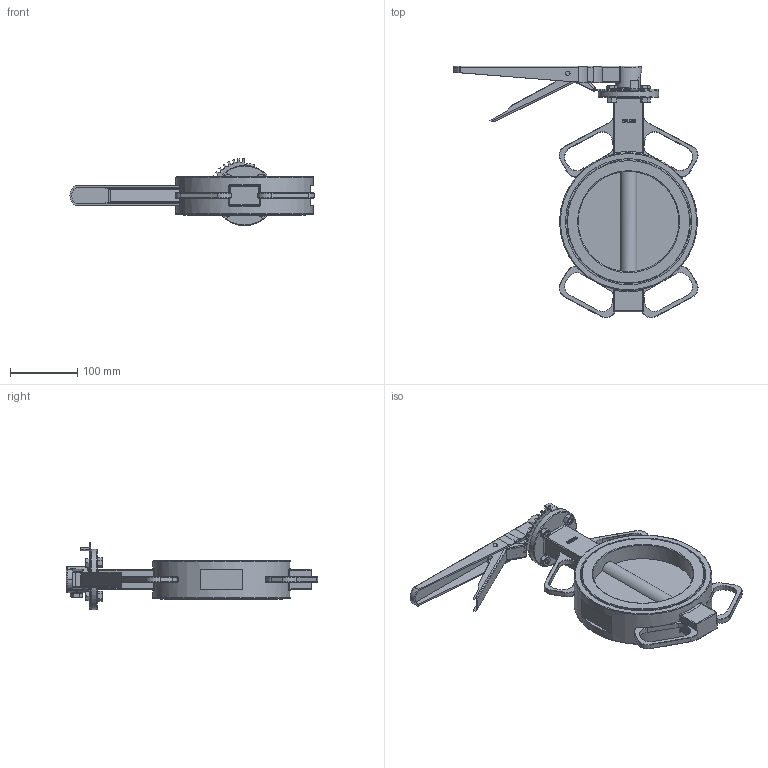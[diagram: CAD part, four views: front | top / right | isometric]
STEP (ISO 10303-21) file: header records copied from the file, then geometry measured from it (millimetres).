
FILE_DESCRIPTION(/* description */ (''),/* implementation_level */ '2;1');
FILE_NAME(/* name */ 'DN150_3D_STEP.stp',/* time_stamp */ '2025-03-21T01:44:50+03:00',/* author */ ('igorr'),/* organization */ (''),/* preprocessor_version */ 'ST-DEVELOPER v20',/* originating_system */ 'Autodesk Inventor 2025',/* authorisation */ '');
FILE_SCHEMA (('AUTOMOTIVE_DESIGN { 1 0 10303 214 3 1 1 }'));
Length unit declared in the file: millimetre
Products named in the file (9): Сборка1; Деталь1; Сборка1_1; Деталь3; Деталь4; Деталь5; AS 1110 - M10 x 16; AS 1110 - M8 x 12; ANSI B18.2.4.2M - M8x1,25
Assembly tree (14 placements, depth 3):
  Сборка1
    Деталь1
    Сборка1_1
      Деталь3
      Деталь4
      Деталь5
      AS 1110 - M10 x 16
    AS 1110 - M8 x 12  x4
    ANSI B18.2.4.2M - M8x1,25  x4
Bounding box: 363.47 x 374.57 x 100.51 mm (x, y, z)
Volume: 1393137.8 mm3; surface area: 263520.2 mm2
Topology: 13 solids, 13 shells, 794 faces, 1995 edges, 1232 vertices
Faces by surface type: plane 327, cylinder 247, cone 93, torus 76, bspline 45, sphere 6
Full cylindrical faces by diameter (mm): 3.9 x1, 6.5 x5, 6.647 x4, 8 x4, 10 x5, 13 x6, 16 x1, 35.602 x1, 36.4 x1, 39 x1, 90 x1, 150 x2, 184 x2, 188 x2, 205 x1
Entity records: 22275 total; most frequent: CARTESIAN_POINT 5340, DIRECTION 3425, ORIENTED_EDGE 3360, EDGE_CURVE 1680, AXIS2_PLACEMENT_3D 1289, VERTEX_POINT 1055, LINE 847, VECTOR 847
